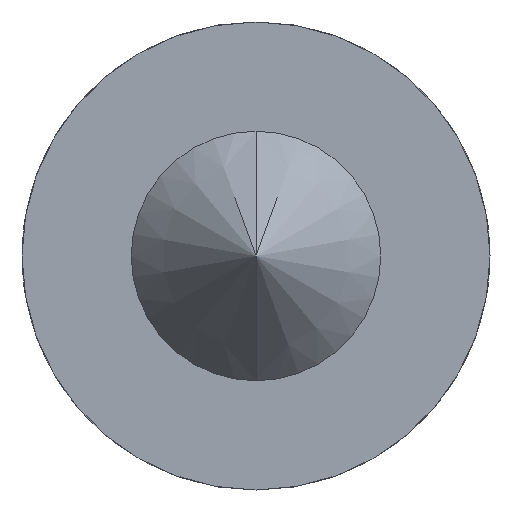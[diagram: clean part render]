
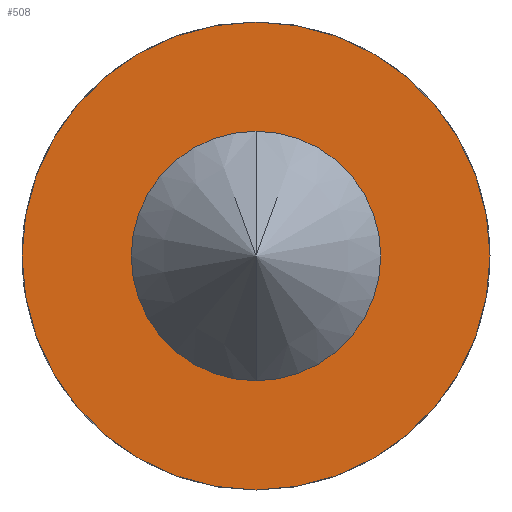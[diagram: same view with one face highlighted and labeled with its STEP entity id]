
A CAD part, front view. The second image highlights one B-rep face of the part: STEP entity #508.
In plain terms, the highlighted planar face has unit normal (0, -1, 0).
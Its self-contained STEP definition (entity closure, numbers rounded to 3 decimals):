
#22 = CIRCLE ( 'NONE', #370, 3. ) ;
#29 = PLANE ( 'NONE',  #144 ) ;
#49 = ORIENTED_EDGE ( 'NONE', *, *, #472, .F. ) ;
#50 = ORIENTED_EDGE ( 'NONE', *, *, #474, .F. ) ;
#51 = ORIENTED_EDGE ( 'NONE', *, *, #471, .T. ) ;
#54 = ORIENTED_EDGE ( 'NONE', *, *, #466, .T. ) ;
#71 = EDGE_LOOP ( 'NONE', ( #54, #51 ) ) ;
#72 = EDGE_LOOP ( 'NONE', ( #50, #49 ) ) ;
#99 = DIRECTION ( 'NONE',  ( 0., 0., 1. ) ) ;
#102 = DIRECTION ( 'NONE',  ( 0., 1., 0. ) ) ;
#104 = CARTESIAN_POINT ( 'NONE',  ( 0., 0., 0. ) ) ;
#144 = AXIS2_PLACEMENT_3D ( 'NONE', #402, #404, #403 ) ;
#215 = VERTEX_POINT ( 'NONE', #317 ) ;
#225 = VERTEX_POINT ( 'NONE', #325 ) ;
#226 = VERTEX_POINT ( 'NONE', #326 ) ;
#228 = FACE_OUTER_BOUND ( 'NONE', #72, .T. ) ;
#230 = FACE_BOUND ( 'NONE', #71, .T. ) ;
#264 = VERTEX_POINT ( 'NONE', #314 ) ;
#292 = DIRECTION ( 'NONE',  ( 0., 0., 1. ) ) ;
#293 = DIRECTION ( 'NONE',  ( 0., 1., 0. ) ) ;
#294 = CARTESIAN_POINT ( 'NONE',  ( 0., 0., 0. ) ) ;
#295 = DIRECTION ( 'NONE',  ( 0., 0., 1. ) ) ;
#296 = DIRECTION ( 'NONE',  ( 0., 1., 0. ) ) ;
#297 = CARTESIAN_POINT ( 'NONE',  ( 0., 0., 0. ) ) ;
#314 = CARTESIAN_POINT ( 'NONE',  ( 0., 0., 7.5 ) ) ;
#315 = DIRECTION ( 'NONE',  ( 0., 1., 0. ) ) ;
#316 = DIRECTION ( 'NONE',  ( 0., 0., 1. ) ) ;
#317 = CARTESIAN_POINT ( 'NONE',  ( 0., 0., -7.5 ) ) ;
#325 = CARTESIAN_POINT ( 'NONE',  ( 0., 0., 3. ) ) ;
#326 = CARTESIAN_POINT ( 'NONE',  ( 0., 0., -3. ) ) ;
#346 = CARTESIAN_POINT ( 'NONE',  ( 0., 0., 0. ) ) ;
#359 = CIRCLE ( 'NONE', #391, 7.5 ) ;
#368 = AXIS2_PLACEMENT_3D ( 'NONE', #294, #293, #292 ) ;
#370 = AXIS2_PLACEMENT_3D ( 'NONE', #346, #315, #316 ) ;
#375 = CIRCLE ( 'NONE', #395, 3. ) ;
#391 = AXIS2_PLACEMENT_3D ( 'NONE', #104, #102, #99 ) ;
#392 = CIRCLE ( 'NONE', #368, 7.5 ) ;
#395 = AXIS2_PLACEMENT_3D ( 'NONE', #297, #296, #295 ) ;
#402 = CARTESIAN_POINT ( 'NONE',  ( 0., 0., 3. ) ) ;
#403 = DIRECTION ( 'NONE',  ( 0., 0., -1. ) ) ;
#404 = DIRECTION ( 'NONE',  ( 0., -1., 0. ) ) ;
#466 = EDGE_CURVE ( 'NONE', #225, #226, #22, .T. ) ;
#471 = EDGE_CURVE ( 'NONE', #226, #225, #375, .T. ) ;
#472 = EDGE_CURVE ( 'NONE', #215, #264, #392, .T. ) ;
#474 = EDGE_CURVE ( 'NONE', #264, #215, #359, .T. ) ;
#508 = ADVANCED_FACE ( 'NONE', ( #230, #228 ), #29, .T. ) ;
